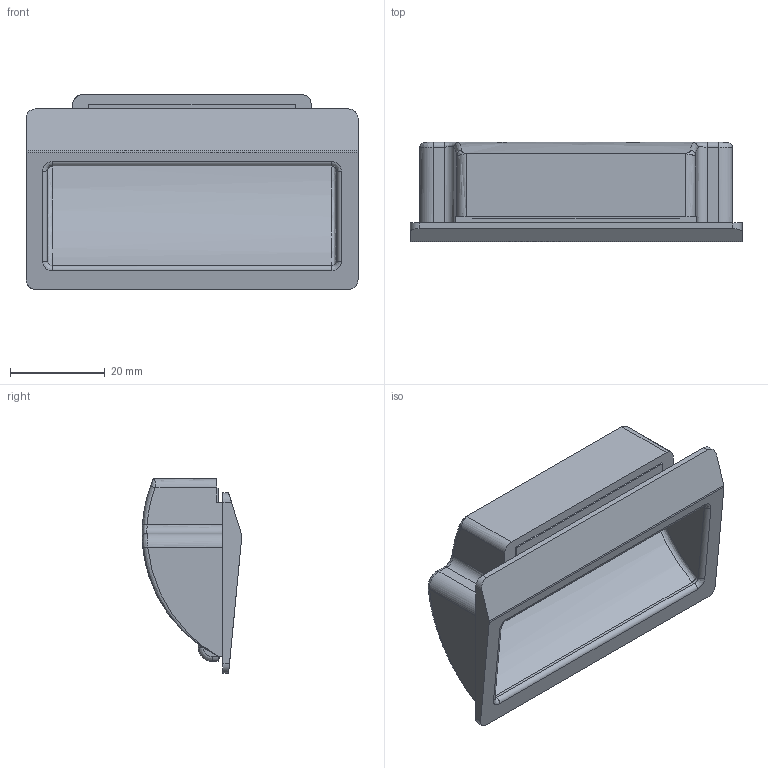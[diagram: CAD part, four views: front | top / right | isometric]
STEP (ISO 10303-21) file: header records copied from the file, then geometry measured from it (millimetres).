
FILE_DESCRIPTION((''),'2;1');
FILE_NAME('','2013-02-25T11:47:57',(''),(''),'','CADfix','');
FILE_SCHEMA(('AUTOMOTIVE_DESIGN { 1 0 10303 214 1 1 1 1 }'));
Length unit declared in the file: millimetre
Bounding box: 70 x 21 x 41 mm (x, y, z)
Volume: 14378.1 mm3; surface area: 11740.8 mm2
Topology: 1 solids, 1 shells, 91 faces, 235 edges, 144 vertices
Faces by surface type: bspline 91
Entity records: 4285 total; most frequent: CARTESIAN_POINT 2946, ORIENTED_EDGE 462, EDGE_CURVE 231, VERTEX_POINT 144, QUASI_UNIFORM_CURVE 139, EDGE_LOOP 93, FACE_OUTER_BOUND 91, ADVANCED_FACE 91
